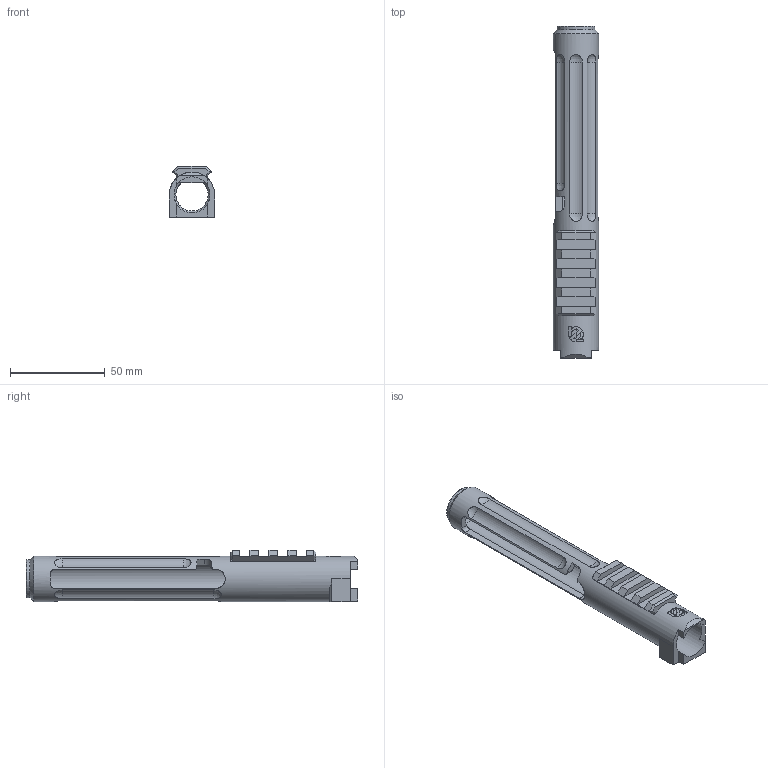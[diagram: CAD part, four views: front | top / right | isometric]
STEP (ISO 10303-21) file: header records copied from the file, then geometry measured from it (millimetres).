
FILE_DESCRIPTION(('HOOPS Exchange Step'),'2;1');
FILE_NAME('temp_export','2024-03-19T20:18:19+09:00',('mobile'),('Shapr3D Limited'),'HOOPS Exchange 2023.2','Shapr3D','Authorized');
FILE_SCHEMA( ('AUTOMOTIVE_DESIGN { 1 0 10303 214 1 1 1 1 }') );
Length unit declared in the file: millimetre
Products named in the file (1): gastube_long
Bounding box: 24 x 174.95 x 27 mm (x, y, z)
Volume: 33176.7 mm3; surface area: 23239.6 mm2
Topology: 1 solids, 1 shells, 137 faces, 367 edges, 239 vertices
Faces by surface type: plane 78, cylinder 26, bspline 14, sphere 14, cone 4, torus 1
Full cylindrical faces by diameter (mm): 17 x1, 17.6 x1, 19 x1, 20 x1, 24 x1
Entity records: 7165 total; most frequent: CARTESIAN_POINT 3830, ORIENTED_EDGE 736, DIRECTION 607, EDGE_CURVE 368, VERTEX_POINT 241, VECTOR 223, LINE 223, AXIS2_PLACEMENT_3D 192
